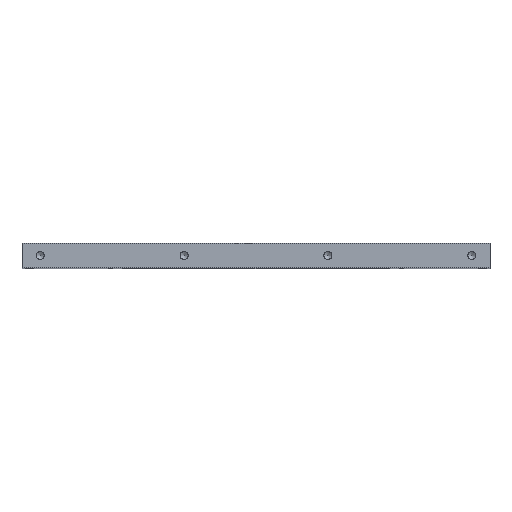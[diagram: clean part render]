
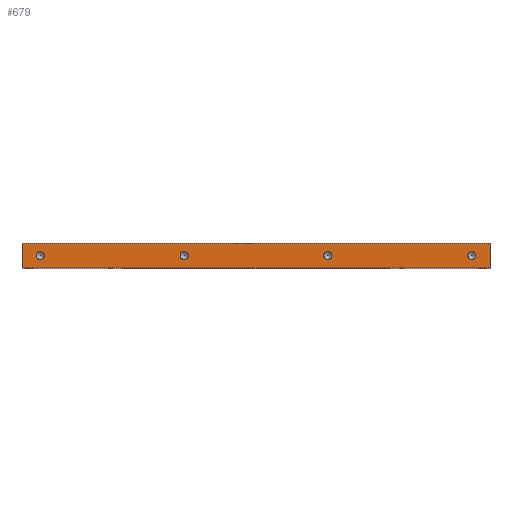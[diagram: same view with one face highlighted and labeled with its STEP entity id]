
A CAD part, top view. The second image highlights one B-rep face of the part: STEP entity #679.
In plain terms, the highlighted planar face has unit normal (0, 0, 1).
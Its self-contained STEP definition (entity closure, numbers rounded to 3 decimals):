
#21 = EDGE_CURVE('',#22,#24,#26,.T.);
#22 = VERTEX_POINT('',#23);
#23 = CARTESIAN_POINT('',(-193.,0.,241.));
#24 = VERTEX_POINT('',#25);
#25 = CARTESIAN_POINT('',(193.,0.,241.));
#26 = LINE('',#27,#28);
#27 = CARTESIAN_POINT('',(-193.,0.,241.));
#28 = VECTOR('',#29,1.);
#29 = DIRECTION('',(1.,0.,0.));
#679 = ADVANCED_FACE('',(#680,#705,#716,#727,#738),#749,.T.);
#680 = FACE_BOUND('',#681,.T.);
#681 = EDGE_LOOP('',(#682,#690,#698,#704));
#682 = ORIENTED_EDGE('',*,*,#683,.T.);
#683 = EDGE_CURVE('',#22,#684,#686,.T.);
#684 = VERTEX_POINT('',#685);
#685 = CARTESIAN_POINT('',(-193.,-20.,241.));
#686 = LINE('',#687,#688);
#687 = CARTESIAN_POINT('',(-193.,0.,241.));
#688 = VECTOR('',#689,1.);
#689 = DIRECTION('',(0.,-1.,0.));
#690 = ORIENTED_EDGE('',*,*,#691,.T.);
#691 = EDGE_CURVE('',#684,#692,#694,.T.);
#692 = VERTEX_POINT('',#693);
#693 = CARTESIAN_POINT('',(193.,-20.,241.));
#694 = LINE('',#695,#696);
#695 = CARTESIAN_POINT('',(-193.,-20.,241.));
#696 = VECTOR('',#697,1.);
#697 = DIRECTION('',(1.,0.,0.));
#698 = ORIENTED_EDGE('',*,*,#699,.F.);
#699 = EDGE_CURVE('',#24,#692,#700,.T.);
#700 = LINE('',#701,#702);
#701 = CARTESIAN_POINT('',(193.,0.,241.));
#702 = VECTOR('',#703,1.);
#703 = DIRECTION('',(0.,-1.,0.));
#704 = ORIENTED_EDGE('',*,*,#21,.F.);
#705 = FACE_BOUND('',#706,.T.);
#706 = EDGE_LOOP('',(#707));
#707 = ORIENTED_EDGE('',*,*,#708,.F.);
#708 = EDGE_CURVE('',#709,#709,#711,.T.);
#709 = VERTEX_POINT('',#710);
#710 = CARTESIAN_POINT('',(181.3,-10.,241.));
#711 = CIRCLE('',#712,3.3);
#712 = AXIS2_PLACEMENT_3D('',#713,#714,#715);
#713 = CARTESIAN_POINT('',(178.,-10.,241.));
#714 = DIRECTION('',(-0.,0.,1.));
#715 = DIRECTION('',(1.,0.,0.));
#716 = FACE_BOUND('',#717,.T.);
#717 = EDGE_LOOP('',(#718));
#718 = ORIENTED_EDGE('',*,*,#719,.F.);
#719 = EDGE_CURVE('',#720,#720,#722,.T.);
#720 = VERTEX_POINT('',#721);
#721 = CARTESIAN_POINT('',(-174.7,-10.,241.));
#722 = CIRCLE('',#723,3.3);
#723 = AXIS2_PLACEMENT_3D('',#724,#725,#726);
#724 = CARTESIAN_POINT('',(-178.,-10.,241.));
#725 = DIRECTION('',(-0.,0.,1.));
#726 = DIRECTION('',(1.,0.,0.));
#727 = FACE_BOUND('',#728,.T.);
#728 = EDGE_LOOP('',(#729));
#729 = ORIENTED_EDGE('',*,*,#730,.F.);
#730 = EDGE_CURVE('',#731,#731,#733,.T.);
#731 = VERTEX_POINT('',#732);
#732 = CARTESIAN_POINT('',(-56.033,-10.,241.));
#733 = CIRCLE('',#734,3.3);
#734 = AXIS2_PLACEMENT_3D('',#735,#736,#737);
#735 = CARTESIAN_POINT('',(-59.333,-10.,241.));
#736 = DIRECTION('',(-0.,0.,1.));
#737 = DIRECTION('',(1.,0.,0.));
#738 = FACE_BOUND('',#739,.T.);
#739 = EDGE_LOOP('',(#740));
#740 = ORIENTED_EDGE('',*,*,#741,.F.);
#741 = EDGE_CURVE('',#742,#742,#744,.T.);
#742 = VERTEX_POINT('',#743);
#743 = CARTESIAN_POINT('',(62.633,-10.,241.));
#744 = CIRCLE('',#745,3.3);
#745 = AXIS2_PLACEMENT_3D('',#746,#747,#748);
#746 = CARTESIAN_POINT('',(59.333,-10.,241.));
#747 = DIRECTION('',(-0.,0.,1.));
#748 = DIRECTION('',(1.,0.,0.));
#749 = PLANE('',#750);
#750 = AXIS2_PLACEMENT_3D('',#751,#752,#753);
#751 = CARTESIAN_POINT('',(-193.,0.,241.));
#752 = DIRECTION('',(0.,0.,1.));
#753 = DIRECTION('',(1.,0.,0.));
